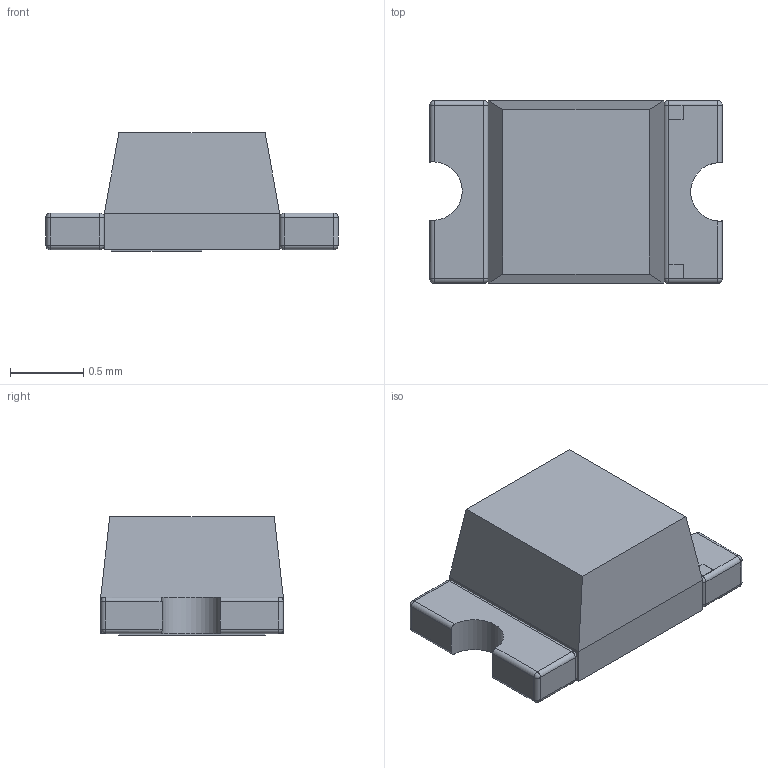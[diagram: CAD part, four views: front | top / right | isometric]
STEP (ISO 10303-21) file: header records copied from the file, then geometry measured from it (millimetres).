
FILE_DESCRIPTION(/* description */ (''),/* implementation_level */ '2;1');
FILE_NAME(/* name */ 'LED-0805-emerald.step',/* time_stamp */ '2023-11-05T15:32:06+02:00',/* author */ (''),/* organization */ (''),/* preprocessor_version */ 'ST-DEVELOPER v20',/* originating_system */ 'Autodesk Translation Framework v12.14.0.127',/* authorisation */ '');
FILE_SCHEMA (('AUTOMOTIVE_DESIGN { 1 0 10303 214 3 1 1 }'));
Length unit declared in the file: millimetre
Products named in the file (9): LED-0805; Model; Component5; Component6; Component7; ColorGlass; Component9; Component3; Component4
Assembly tree (8 placements, depth 3):
  LED-0805
    Model
      Component5
      Component6
      Component7
      ColorGlass
      Component9
    Component3
    Component4
Bounding box: 2 x 1.25 x 0.81 mm (x, y, z)
Volume: 1.3 mm3; surface area: 12.8 mm2
Topology: 7 solids, 7 shells, 105 faces, 220 edges, 130 vertices
Faces by surface type: plane 59, cylinder 30, sphere 16
Entity records: 3072 total; most frequent: CARTESIAN_POINT 545, DIRECTION 510, ORIENTED_EDGE 440, EDGE_CURVE 220, AXIS2_PLACEMENT_3D 175, LINE 160, VECTOR 160, VERTEX_POINT 130
